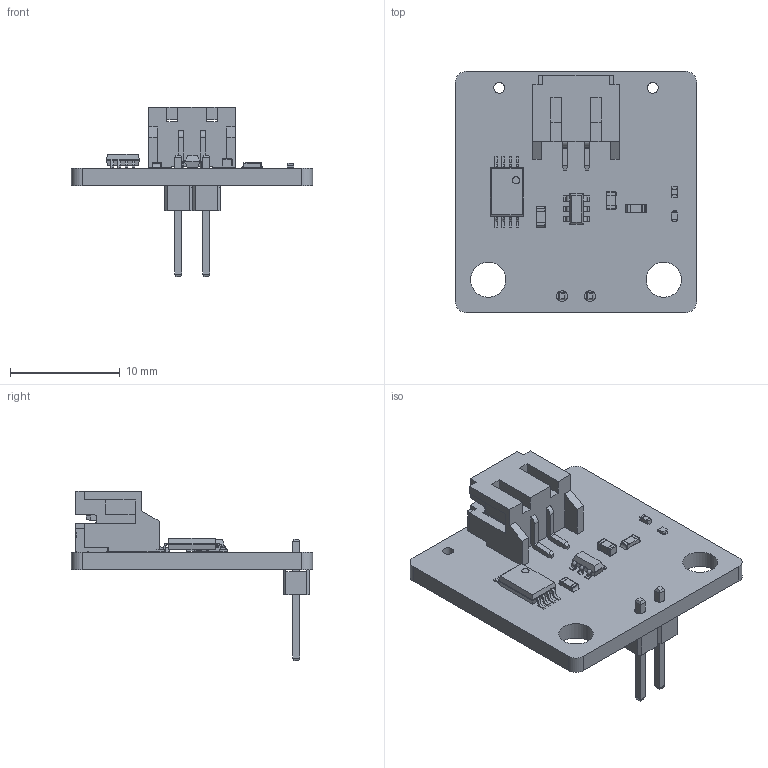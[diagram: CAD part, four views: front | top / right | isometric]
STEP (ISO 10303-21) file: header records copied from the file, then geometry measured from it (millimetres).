
FILE_DESCRIPTION(('KiCad electronic assembly'),'2;1');
FILE_NAME('1S_Li-Ion_battery_protection_3D.step','2022-01-12T10:57:03',( 'Pcbnew'),('Kicad'),'Open CASCADE STEP processor 7.5', 'KiCad to STEP converter','Unknown');
FILE_SCHEMA(('AUTOMOTIVE_DESIGN { 1 0 10303 214 1 1 1 1 }'));
Length unit declared in the file: millimetre
Products named in the file (18): 1S_Li-Ion_battery_protection_3D 1; User Library-SOT-23-6; SOLID; 0603R; 0402R; COMPOUND; 0603C; 0402LED; JST-2pin-SMD; User Library-TSSOP-8; 2x_Male_Pin_2.54_mm
Assembly tree (18 placements, depth 3):
  1S_Li-Ion_battery_protection_3D 1
    User Library-SOT-23-6
      SOLID
    0603R  x2
      SOLID
    0402R
      COMPOUND
    0603C
      COMPOUND
    0402LED
      COMPOUND
    JST-2pin-SMD
      COMPOUND
    User Library-TSSOP-8
      COMPOUND
    2x_Male_Pin_2.54_mm
      COMPOUND
    COMPOUND
Bounding box: 22 x 22 x 15.46 mm (x, y, z)
Volume: 955.3 mm3; surface area: 1801.6 mm2
Topology: 35 solids, 35 shells, 773 faces, 1980 edges, 1254 vertices
Faces by surface type: bspline 757, cylinder 10, plane 6
Full cylindrical faces by diameter (mm): 1 x4, 3.2 x2
Entity records: 41738 total; most frequent: CARTESIAN_POINT 16659, B_SPLINE_CURVE_WITH_KNOTS 4822, ORIENTED_EDGE 3632, PCURVE 3632, DEFINITIONAL_REPRESENTATION 3632, EDGE_CURVE 1816, SURFACE_CURVE 1810, VERTEX_POINT 1170
